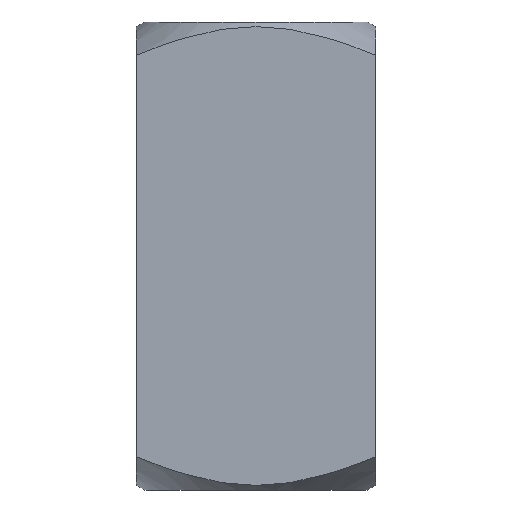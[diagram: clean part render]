
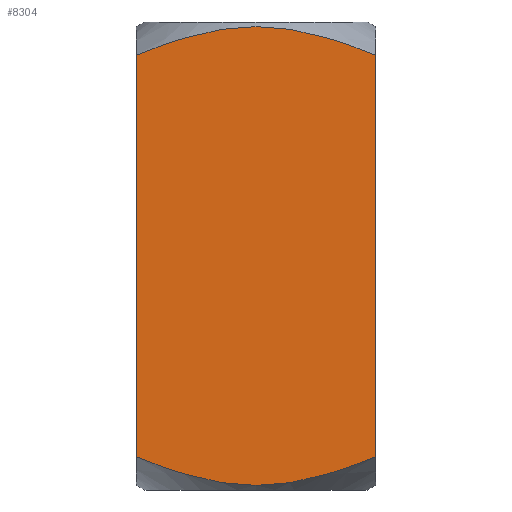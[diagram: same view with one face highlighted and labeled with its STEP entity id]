
A CAD part, front view. The second image highlights one B-rep face of the part: STEP entity #8304.
In plain terms, the highlighted planar face has unit normal (0, -1, 0).
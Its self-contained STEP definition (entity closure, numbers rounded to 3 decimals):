
#18=(
BOUNDED_CURVE()
B_SPLINE_CURVE(2,(#17782,#17783,#17784),.UNSPECIFIED.,.F.,.F.)
B_SPLINE_CURVE_WITH_KNOTS((3,3),(3.721,6.524),
 .UNSPECIFIED.)
CURVE()
GEOMETRIC_REPRESENTATION_ITEM()
RATIONAL_B_SPLINE_CURVE((1.433,1.433,1.187))
REPRESENTATION_ITEM('')
);
#19=(
BOUNDED_CURVE()
B_SPLINE_CURVE(2,(#17786,#17787,#17788),.UNSPECIFIED.,.F.,.F.)
B_SPLINE_CURVE_WITH_KNOTS((3,3),(0.918,3.721),
 .UNSPECIFIED.)
CURVE()
GEOMETRIC_REPRESENTATION_ITEM()
RATIONAL_B_SPLINE_CURVE((1.187,1.433,1.433))
REPRESENTATION_ITEM('')
);
#23=(
BOUNDED_CURVE()
B_SPLINE_CURVE(2,(#17809,#17810,#17811),.UNSPECIFIED.,.F.,.F.)
B_SPLINE_CURVE_WITH_KNOTS((3,3),(3.721,6.524),
 .UNSPECIFIED.)
CURVE()
GEOMETRIC_REPRESENTATION_ITEM()
RATIONAL_B_SPLINE_CURVE((1.433,1.433,1.187))
REPRESENTATION_ITEM('')
);
#24=(
BOUNDED_CURVE()
B_SPLINE_CURVE(2,(#17813,#17814,#17815),.UNSPECIFIED.,.F.,.F.)
B_SPLINE_CURVE_WITH_KNOTS((3,3),(0.918,3.721),
 .UNSPECIFIED.)
CURVE()
GEOMETRIC_REPRESENTATION_ITEM()
RATIONAL_B_SPLINE_CURVE((1.187,1.433,1.433))
REPRESENTATION_ITEM('')
);
#427=PLANE('',#8805);
#648=FACE_OUTER_BOUND('',#1080,.T.);
#1080=EDGE_LOOP('',(#5363,#5364,#5365,#5366,#5367,#5368));
#1961=LINE('',#17796,#2506);
#1964=LINE('',#17817,#2509);
#2506=VECTOR('',#9811,10.);
#2509=VECTOR('',#9820,10.);
#3105=VERTEX_POINT('',#17769);
#3107=VERTEX_POINT('',#17777);
#3108=VERTEX_POINT('',#17781);
#3110=VERTEX_POINT('',#17792);
#3112=VERTEX_POINT('',#17804);
#3113=VERTEX_POINT('',#17808);
#3989=EDGE_CURVE('',#3108,#3107,#18,.T.);
#3991=EDGE_CURVE('',#3105,#3108,#19,.T.);
#3994=EDGE_CURVE('',#3110,#3107,#1961,.T.);
#3998=EDGE_CURVE('',#3113,#3112,#23,.T.);
#4000=EDGE_CURVE('',#3110,#3113,#24,.T.);
#4001=EDGE_CURVE('',#3112,#3105,#1964,.T.);
#5363=ORIENTED_EDGE('',*,*,#3991,.T.);
#5364=ORIENTED_EDGE('',*,*,#3989,.T.);
#5365=ORIENTED_EDGE('',*,*,#3994,.F.);
#5366=ORIENTED_EDGE('',*,*,#4000,.T.);
#5367=ORIENTED_EDGE('',*,*,#3998,.T.);
#5368=ORIENTED_EDGE('',*,*,#4001,.T.);
#8304=ADVANCED_FACE('',(#648),#427,.T.);
#8805=AXIS2_PLACEMENT_3D('',#17818,#9821,#9822);
#9811=DIRECTION('',(0.,0.,-1.));
#9820=DIRECTION('',(0.,0.,-1.));
#9821=DIRECTION('center_axis',(0.,-1.,0.));
#9822=DIRECTION('ref_axis',(0.,0.,-1.));
#17769=CARTESIAN_POINT('',(-22.5,-22.5,-50.753));
#17777=CARTESIAN_POINT('',(22.5,-22.5,-50.753));
#17781=CARTESIAN_POINT('',(0.,-22.5,-56.134));
#17782=CARTESIAN_POINT('Ctrl Pts',(0.,-22.5,-56.134));
#17783=CARTESIAN_POINT('Ctrl Pts',(9.32,-22.5,-56.134));
#17784=CARTESIAN_POINT('Ctrl Pts',(22.5,-22.5,-50.753));
#17786=CARTESIAN_POINT('Ctrl Pts',(-22.5,-22.5,-50.753));
#17787=CARTESIAN_POINT('Ctrl Pts',(-9.32,-22.5,-56.134));
#17788=CARTESIAN_POINT('Ctrl Pts',(0.,-22.5,-56.134));
#17792=CARTESIAN_POINT('',(22.5,-22.5,24.753));
#17796=CARTESIAN_POINT('',(22.5,-22.5,0.));
#17804=CARTESIAN_POINT('',(-22.5,-22.5,24.753));
#17808=CARTESIAN_POINT('',(0.,-22.5,30.134));
#17809=CARTESIAN_POINT('Ctrl Pts',(0.,-22.5,30.134));
#17810=CARTESIAN_POINT('Ctrl Pts',(-9.32,-22.5,30.134));
#17811=CARTESIAN_POINT('Ctrl Pts',(-22.5,-22.5,24.753));
#17813=CARTESIAN_POINT('Ctrl Pts',(22.5,-22.5,24.753));
#17814=CARTESIAN_POINT('Ctrl Pts',(9.32,-22.5,30.134));
#17815=CARTESIAN_POINT('Ctrl Pts',(0.,-22.5,30.134));
#17817=CARTESIAN_POINT('',(-22.5,-22.5,0.));
#17818=CARTESIAN_POINT('Origin',(22.5,-22.5,0.));
